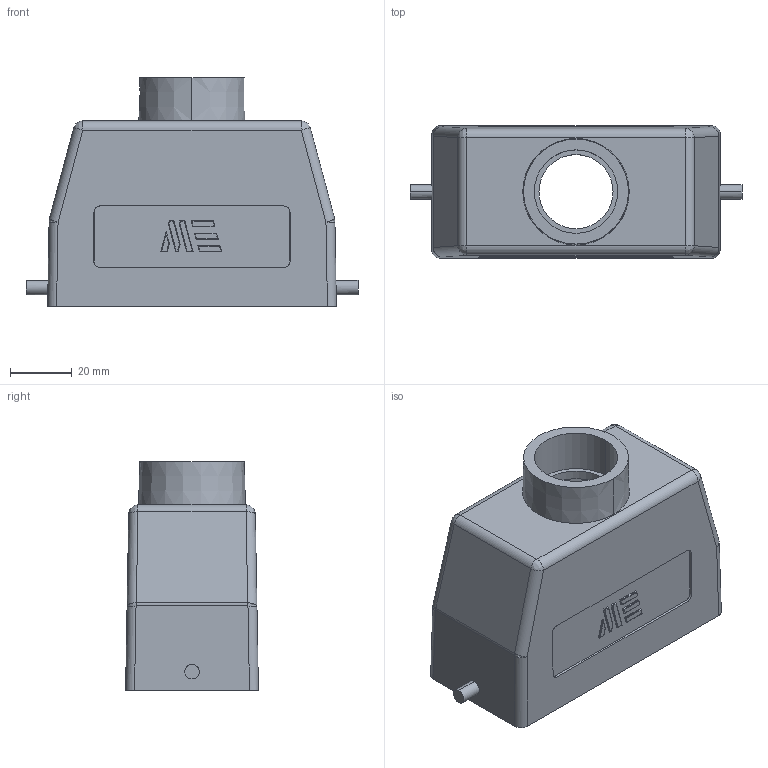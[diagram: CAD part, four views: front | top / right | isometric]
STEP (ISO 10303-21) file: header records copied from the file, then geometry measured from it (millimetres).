
FILE_DESCRIPTION (( 'STEP AP203' ), '1' );
FILE_NAME ('293642905.step', '2025-02-12T17:54:17', ( '' ), ( '' ), 'SwSTEP 2.0', 'SolidWorks 2024', '' );
FILE_SCHEMA (( 'CONFIG_CONTROL_DESIGN' ));
Length unit declared in the file: inch
Products named in the file (1): 293642905
Bounding box: 107.5 x 43 x 74 mm (x, y, z)
Volume: 67514.6 mm3; surface area: 37858.7 mm2
Topology: 1 solids, 1 shells, 231 faces, 536 edges, 330 vertices
Faces by surface type: plane 111, cylinder 94, cone 14, bspline 12
Entity records: 7088 total; most frequent: CARTESIAN_POINT 2055, ORIENTED_EDGE 1072, DIRECTION 942, EDGE_CURVE 536, LINE 366, VECTOR 366, VERTEX_POINT 330, AXIS2_PLACEMENT_3D 288
